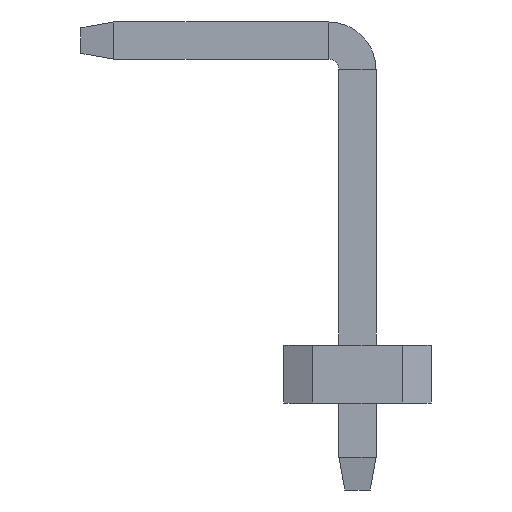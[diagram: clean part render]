
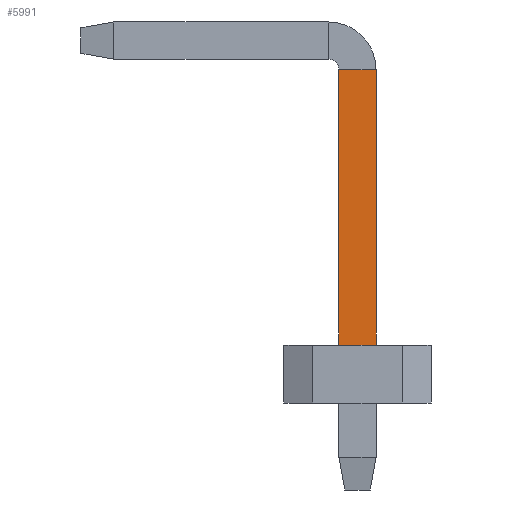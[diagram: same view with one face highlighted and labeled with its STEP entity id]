
A CAD part, left-side view. The second image highlights one B-rep face of the part: STEP entity #5991.
In plain terms, the highlighted planar face has unit normal (-1, 0, 0).
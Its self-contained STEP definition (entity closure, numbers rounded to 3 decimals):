
#207 = DIRECTION ( 'NONE',  ( 0., 0., 1. ) ) ;
#690 = CARTESIAN_POINT ( 'NONE',  ( -5.4, -0.32, 1. ) ) ;
#904 = DIRECTION ( 'NONE',  ( 0., -1., 0. ) ) ;
#1380 = CARTESIAN_POINT ( 'NONE',  ( -5.4, -0.32, -1.5 ) ) ;
#1435 = DIRECTION ( 'NONE',  ( -1., 0., 0. ) ) ;
#1594 = ORIENTED_EDGE ( 'NONE', *, *, #10315, .T. ) ;
#2001 = ORIENTED_EDGE ( 'NONE', *, *, #8853, .F. ) ;
#2365 = EDGE_CURVE ( 'NONE', #11473, #6189, #8307, .T. ) ;
#2389 = FACE_OUTER_BOUND ( 'NONE', #12063, .T. ) ;
#2594 = CARTESIAN_POINT ( 'NONE',  ( -5.4, -0.32, 5.75 ) ) ;
#2773 = VECTOR ( 'NONE', #8023, 1000. ) ;
#2906 = LINE ( 'NONE', #11479, #3784 ) ;
#2970 = DIRECTION ( 'NONE',  ( 0., 0., 1. ) ) ;
#2994 = VECTOR ( 'NONE', #904, 1000. ) ;
#3454 = VERTEX_POINT ( 'NONE', #6165 ) ;
#3784 = VECTOR ( 'NONE', #2970, 1000. ) ;
#4785 = ORIENTED_EDGE ( 'NONE', *, *, #10426, .T. ) ;
#4880 = VECTOR ( 'NONE', #9292, 1000. ) ;
#5444 = CARTESIAN_POINT ( 'NONE',  ( -5.4, 0.32, -1.5 ) ) ;
#5511 = LINE ( 'NONE', #11354, #2994 ) ;
#5991 = ADVANCED_FACE ( 'NONE', ( #2389 ), #9903, .T. ) ;
#6165 = CARTESIAN_POINT ( 'NONE',  ( -5.4, 0.32, 1. ) ) ;
#6189 = VERTEX_POINT ( 'NONE', #6588 ) ;
#6588 = CARTESIAN_POINT ( 'NONE',  ( -5.4, -0.32, 5.75 ) ) ;
#8023 = DIRECTION ( 'NONE',  ( 0., 0., 1. ) ) ;
#8058 = AXIS2_PLACEMENT_3D ( 'NONE', #1380, #1435, #207 ) ;
#8307 = LINE ( 'NONE', #2594, #4880 ) ;
#8436 = CARTESIAN_POINT ( 'NONE',  ( -5.4, 0.32, 5.75 ) ) ;
#8613 = VERTEX_POINT ( 'NONE', #690 ) ;
#8853 = EDGE_CURVE ( 'NONE', #3454, #11473, #9001, .T. ) ;
#9001 = LINE ( 'NONE', #5444, #2773 ) ;
#9292 = DIRECTION ( 'NONE',  ( 0., -1., 0. ) ) ;
#9903 = PLANE ( 'NONE',  #8058 ) ;
#10315 = EDGE_CURVE ( 'NONE', #3454, #8613, #5511, .T. ) ;
#10426 = EDGE_CURVE ( 'NONE', #8613, #6189, #2906, .T. ) ;
#11354 = CARTESIAN_POINT ( 'NONE',  ( -5.4, 0.32, 1. ) ) ;
#11473 = VERTEX_POINT ( 'NONE', #8436 ) ;
#11479 = CARTESIAN_POINT ( 'NONE',  ( -5.4, -0.32, -1.5 ) ) ;
#11567 = ORIENTED_EDGE ( 'NONE', *, *, #2365, .F. ) ;
#12063 = EDGE_LOOP ( 'NONE', ( #1594, #4785, #11567, #2001 ) ) ;
